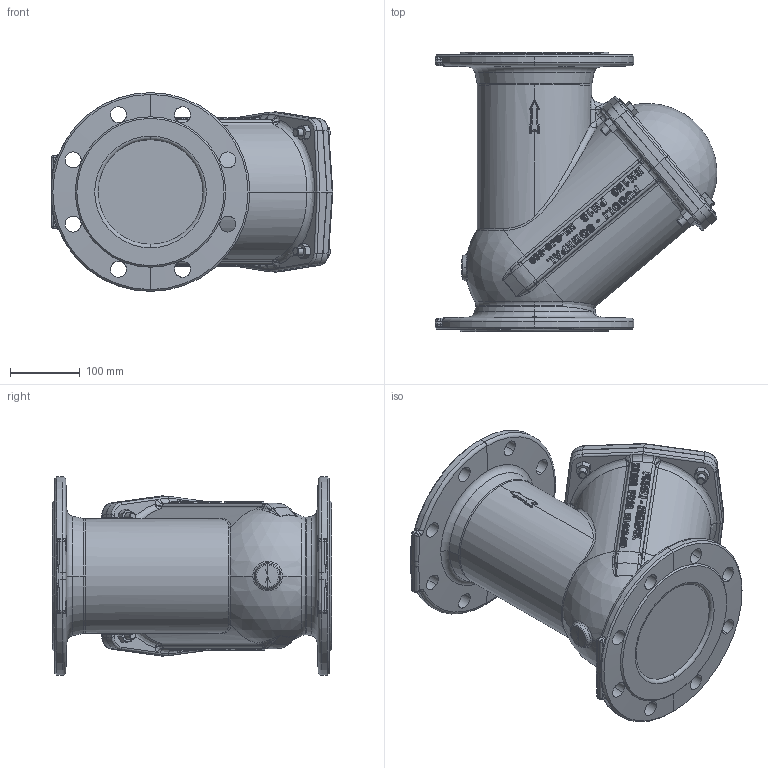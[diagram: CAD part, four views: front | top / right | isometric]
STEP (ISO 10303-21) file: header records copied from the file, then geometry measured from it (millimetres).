
FILE_DESCRIPTION (( 'STEP AP214' ), '1' );
FILE_NAME ('VALV RETENCAO BOLA DN150.STEP', '2014-09-29T14:23:06', ( '' ), ( '' ), 'SwSTEP 2.0', 'SolidWorks 2014', '' );
FILE_SCHEMA (( 'AUTOMOTIVE_DESIGN' ));
Length unit declared in the file: millimetre
Products named in the file (1): VALV RETENCAO BOLA DN150
Bounding box: 404 x 400 x 285 mm (x, y, z)
Volume: 16821789.1 mm3; surface area: 602443.1 mm2
Topology: 1 solids, 1 shells, 1997 faces, 5153 edges, 3275 vertices
Faces by surface type: bspline 1272, cylinder 282, plane 234, cone 115, torus 58, sphere 36
Entity records: 193369 total; most frequent: CARTESIAN_POINT 134179, ORIENTED_EDGE 10270, EDGE_CURVE 5135, B_SPLINE_CURVE_WITH_KNOTS 3788, DIRECTION 3382, VERTEX_POINT 3275, EDGE_LOOP 2172, UNCERTAINTY_MEASURE_WITH_UNIT 1998
